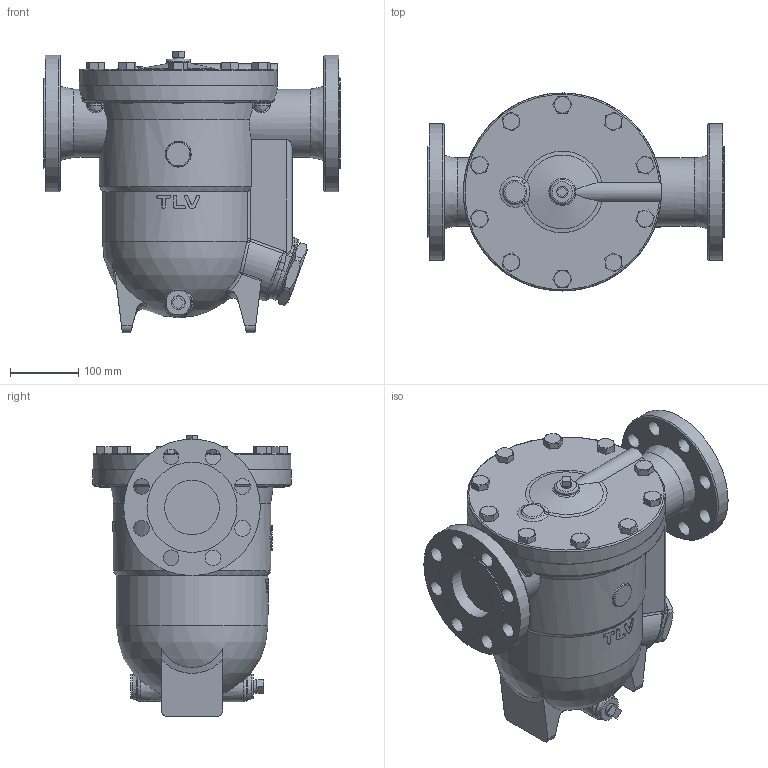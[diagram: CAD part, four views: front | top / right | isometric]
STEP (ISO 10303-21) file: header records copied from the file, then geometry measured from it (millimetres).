
FILE_DESCRIPTION((''),'2;1');
FILE_NAME('j75x0-080-jis16-00.stp','2010-06-08T10:57:00',('nakaot'),(''),'Autodesk Inventor 2008','Autodesk Inventor 2008','');
FILE_SCHEMA(('AUTOMOTIVE_DESIGN { 1 0 10303 214 1 1 1 1 }'));
Length unit declared in the file: millimetre
Products named in the file (1): j75x0-080-jis16-00
Bounding box: 434 x 290 x 412 mm (x, y, z)
Volume: 18376377.5 mm3; surface area: 701105.5 mm2
Topology: 1 solids, 1 shells, 429 faces, 1049 edges, 663 vertices
Faces by surface type: plane 154, bspline 124, cone 74, cylinder 64, torus 11, sphere 2
Full cylindrical faces by diameter (mm): 16 x16, 36 x2, 80 x2, 100 x2, 132 x2, 200 x3, 290 x2
Entity records: 24585 total; most frequent: CARTESIAN_POINT 15937, ORIENTED_EDGE 1856, DIRECTION 1526, EDGE_CURVE 928, AXIS2_PLACEMENT_3D 633, VERTEX_POINT 620, EDGE_LOOP 600, FACE_OUTER_BOUND 429
